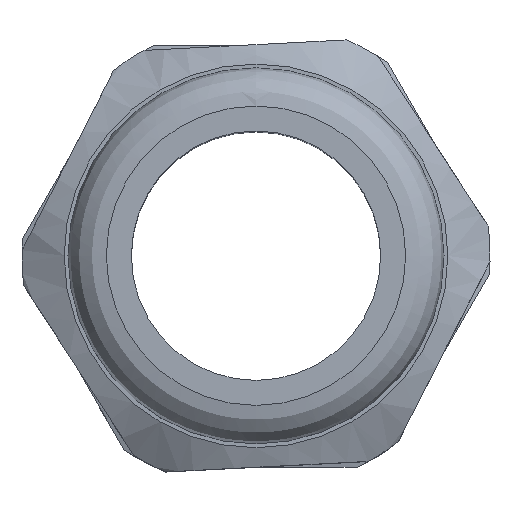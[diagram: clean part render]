
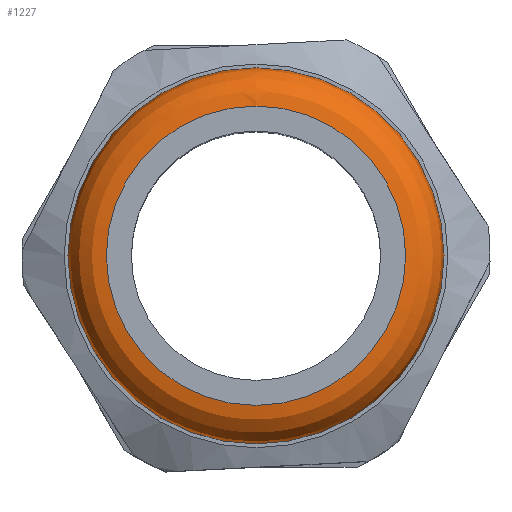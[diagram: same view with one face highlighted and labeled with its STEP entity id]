
A CAD part, top view. The second image highlights one B-rep face of the part: STEP entity #1227.
In plain terms, the highlighted free-form (B-spline) face has degree [2, 2] with [7, 3] control points.
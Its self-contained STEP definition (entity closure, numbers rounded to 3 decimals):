
#1206=(
BOUNDED_SURFACE()
B_SPLINE_SURFACE(2,2,((#6001,#6002,#6003),(#6004,#6005,#6006),(#6007,#6008,
#6009),(#6010,#6011,#6012),(#6013,#6014,#6015),(#6016,#6017,#6018),(#6019,
#6020,#6021)),.UNSPECIFIED.,.T.,.F.,.F.)
B_SPLINE_SURFACE_WITH_KNOTS((1,2,2,2,2,1),(3,3),(-0.333,0.,
0.333,0.667,1.,1.333),(0.,1.),
 .UNSPECIFIED.)
GEOMETRIC_REPRESENTATION_ITEM()
RATIONAL_B_SPLINE_SURFACE(((1.,0.707,1.),(0.5,0.354,
0.5),(1.,0.707,1.),(0.5,0.354,0.5),(1.,0.707,
1.),(0.5,0.354,0.5),(1.,0.707,1.)))
REPRESENTATION_ITEM('')
SURFACE()
);
#1227=ADVANCED_FACE('',(#1429,#1430),#1206,.T.);
#1429=FACE_BOUND('',#1485,.T.);
#1430=FACE_BOUND('',#1486,.T.);
#1485=EDGE_LOOP('',(#1728));
#1486=EDGE_LOOP('',(#1729));
#1728=ORIENTED_EDGE('',*,*,#2710,.F.);
#1729=ORIENTED_EDGE('',*,*,#2709,.F.);
#2460=VERTEX_POINT('',#5997);
#2461=VERTEX_POINT('',#6000);
#2709=EDGE_CURVE('',#2460,#2460,#3110,.T.);
#2710=EDGE_CURVE('',#2461,#2461,#3111,.T.);
#3110=CIRCLE('',#4401,7.8);
#3111=CIRCLE('',#4403,9.8);
#4401=AXIS2_PLACEMENT_3D('',#5996,#4790,#4791);
#4403=AXIS2_PLACEMENT_3D('',#5999,#4794,#4795);
#4790=DIRECTION('',(0.,0.,1.));
#4791=DIRECTION('',(0.,1.,0.));
#4794=DIRECTION('',(0.,0.,-1.));
#4795=DIRECTION('',(0.,1.,0.));
#5996=CARTESIAN_POINT('',(121.077,21.283,26.));
#5997=CARTESIAN_POINT('',(121.077,29.083,26.));
#5999=CARTESIAN_POINT('',(121.077,21.283,24.));
#6000=CARTESIAN_POINT('',(121.077,31.083,24.));
#6001=CARTESIAN_POINT('',(121.077,29.083,26.));
#6002=CARTESIAN_POINT('',(121.077,31.083,26.));
#6003=CARTESIAN_POINT('',(121.077,31.083,24.));
#6004=CARTESIAN_POINT('',(134.587,29.083,26.));
#6005=CARTESIAN_POINT('',(138.052,31.083,26.));
#6006=CARTESIAN_POINT('',(138.052,31.083,24.));
#6007=CARTESIAN_POINT('',(127.832,17.383,26.));
#6008=CARTESIAN_POINT('',(129.564,16.383,26.));
#6009=CARTESIAN_POINT('',(129.564,16.383,24.));
#6010=CARTESIAN_POINT('',(121.077,5.683,26.));
#6011=CARTESIAN_POINT('',(121.077,1.683,26.));
#6012=CARTESIAN_POINT('',(121.077,1.683,24.));
#6013=CARTESIAN_POINT('',(114.322,17.383,26.));
#6014=CARTESIAN_POINT('',(112.59,16.383,26.));
#6015=CARTESIAN_POINT('',(112.59,16.383,24.));
#6016=CARTESIAN_POINT('',(107.567,29.083,26.));
#6017=CARTESIAN_POINT('',(104.103,31.083,26.));
#6018=CARTESIAN_POINT('',(104.103,31.083,24.));
#6019=CARTESIAN_POINT('',(121.077,29.083,26.));
#6020=CARTESIAN_POINT('',(121.077,31.083,26.));
#6021=CARTESIAN_POINT('',(121.077,31.083,24.));
